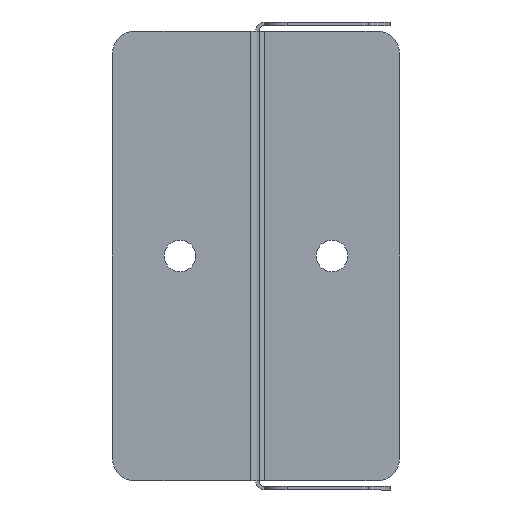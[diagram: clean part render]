
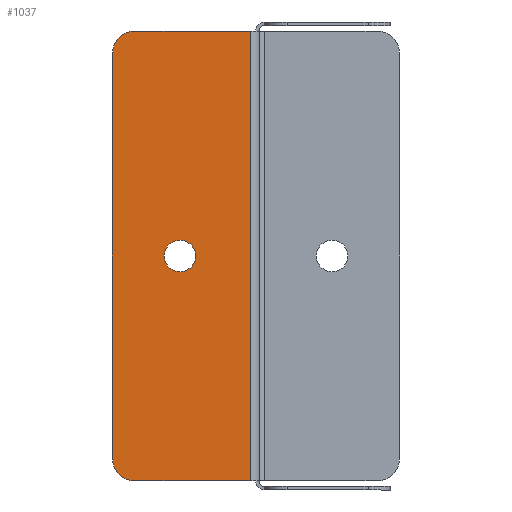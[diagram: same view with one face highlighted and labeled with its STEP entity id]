
A CAD part, left-side view. The second image highlights one B-rep face of the part: STEP entity #1037.
In plain terms, the highlighted planar face has unit normal (-1, 0, 0).
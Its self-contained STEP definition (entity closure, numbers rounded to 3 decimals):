
#13 = CARTESIAN_POINT ( 'NONE',  ( -0.8, -5., 50. ) ) ;
#83 = CARTESIAN_POINT ( 'NONE',  ( -0.8, -30.6, 50. ) ) ;
#84 = CARTESIAN_POINT ( 'NONE',  ( -0.8, 0., 45. ) ) ;
#96 = CARTESIAN_POINT ( 'NONE',  ( -0.8, 0., -45. ) ) ;
#113 = CARTESIAN_POINT ( 'NONE',  ( -0.8, -30.6, -50. ) ) ;
#136 = VERTEX_POINT ( 'NONE', #113 ) ;
#137 = VERTEX_POINT ( 'NONE', #96 ) ;
#194 = VERTEX_POINT ( 'NONE', #84 ) ;
#201 = VERTEX_POINT ( 'NONE', #83 ) ;
#250 = VERTEX_POINT ( 'NONE', #13 ) ;
#270 = ORIENTED_EDGE ( 'NONE', *, *, #753, .T. ) ;
#271 = ORIENTED_EDGE ( 'NONE', *, *, #818, .T. ) ;
#292 = ORIENTED_EDGE ( 'NONE', *, *, #758, .F. ) ;
#305 = ORIENTED_EDGE ( 'NONE', *, *, #755, .F. ) ;
#319 = ORIENTED_EDGE ( 'NONE', *, *, #757, .T. ) ;
#331 = ORIENTED_EDGE ( 'NONE', *, *, #776, .F. ) ;
#332 = ORIENTED_EDGE ( 'NONE', *, *, #756, .T. ) ;
#411 = LINE ( 'NONE', #1269, #416 ) ;
#414 = LINE ( 'NONE', #1234, #437 ) ;
#416 = VECTOR ( 'NONE', #1282, 1000. ) ;
#421 = VECTOR ( 'NONE', #1094, 1000. ) ;
#426 = CIRCLE ( 'NONE', #541, 5. ) ;
#436 = CIRCLE ( 'NONE', #542, 5. ) ;
#437 = VECTOR ( 'NONE', #1228, 1000. ) ;
#457 = LINE ( 'NONE', #1199, #421 ) ;
#474 = CIRCLE ( 'NONE', #540, 3.5 ) ;
#514 = AXIS2_PLACEMENT_3D ( 'NONE', #1304, #1385, #1302 ) ;
#540 = AXIS2_PLACEMENT_3D ( 'NONE', #1275, #1278, #1279 ) ;
#541 = AXIS2_PLACEMENT_3D ( 'NONE', #1285, #1248, #1287 ) ;
#542 = AXIS2_PLACEMENT_3D ( 'NONE', #1216, #1280, #1213 ) ;
#727 = LINE ( 'NONE', #1244, #730 ) ;
#730 = VECTOR ( 'NONE', #1243, 1000. ) ;
#753 = EDGE_CURVE ( 'NONE', #194, #137, #414, .T. ) ;
#755 = EDGE_CURVE ( 'NONE', #893, #893, #474, .T. ) ;
#756 = EDGE_CURVE ( 'NONE', #137, #882, #426, .T. ) ;
#757 = EDGE_CURVE ( 'NONE', #250, #194, #436, .T. ) ;
#758 = EDGE_CURVE ( 'NONE', #250, #201, #411, .T. ) ;
#776 = EDGE_CURVE ( 'NONE', #201, #136, #457, .T. ) ;
#818 = EDGE_CURVE ( 'NONE', #882, #136, #727, .T. ) ;
#882 = VERTEX_POINT ( 'NONE', #1119 ) ;
#885 = EDGE_LOOP ( 'NONE', ( #305 ) ) ;
#893 = VERTEX_POINT ( 'NONE', #1449 ) ;
#895 = EDGE_LOOP ( 'NONE', ( #292, #319, #270, #332, #271, #331 ) ) ;
#1011 = FACE_BOUND ( 'NONE', #885, .T. ) ;
#1024 = FACE_OUTER_BOUND ( 'NONE', #895, .T. ) ;
#1037 = ADVANCED_FACE ( 'NONE', ( #1011, #1024 ), #1309, .F. ) ;
#1094 = DIRECTION ( 'NONE',  ( 0., 0., -1. ) ) ;
#1119 = CARTESIAN_POINT ( 'NONE',  ( -0.8, -5., -50. ) ) ;
#1199 = CARTESIAN_POINT ( 'NONE',  ( -0.8, -30.6, 50. ) ) ;
#1213 = DIRECTION ( 'NONE',  ( 0., 1., 0. ) ) ;
#1216 = CARTESIAN_POINT ( 'NONE',  ( -0.8, -5., 45. ) ) ;
#1228 = DIRECTION ( 'NONE',  ( 0., 0., -1. ) ) ;
#1234 = CARTESIAN_POINT ( 'NONE',  ( -0.8, 0., 50. ) ) ;
#1243 = DIRECTION ( 'NONE',  ( 0., -1., 0. ) ) ;
#1244 = CARTESIAN_POINT ( 'NONE',  ( -0.8, 0., -50. ) ) ;
#1248 = DIRECTION ( 'NONE',  ( -1., 0., 0. ) ) ;
#1269 = CARTESIAN_POINT ( 'NONE',  ( -0.8, 0., 50. ) ) ;
#1275 = CARTESIAN_POINT ( 'NONE',  ( -0.8, -15., 0. ) ) ;
#1278 = DIRECTION ( 'NONE',  ( -1., 0., 0. ) ) ;
#1279 = DIRECTION ( 'NONE',  ( 0., 1., 0. ) ) ;
#1280 = DIRECTION ( 'NONE',  ( -1., 0., 0. ) ) ;
#1282 = DIRECTION ( 'NONE',  ( 0., -1., 0. ) ) ;
#1285 = CARTESIAN_POINT ( 'NONE',  ( -0.8, -5., -45. ) ) ;
#1287 = DIRECTION ( 'NONE',  ( 0., 1., 0. ) ) ;
#1302 = DIRECTION ( 'NONE',  ( 0., 1., 0. ) ) ;
#1304 = CARTESIAN_POINT ( 'NONE',  ( -0.8, 0., 50. ) ) ;
#1309 = PLANE ( 'NONE',  #514 ) ;
#1385 = DIRECTION ( 'NONE',  ( 1., 0., 0. ) ) ;
#1449 = CARTESIAN_POINT ( 'NONE',  ( -0.8, -11.5, 0. ) ) ;
